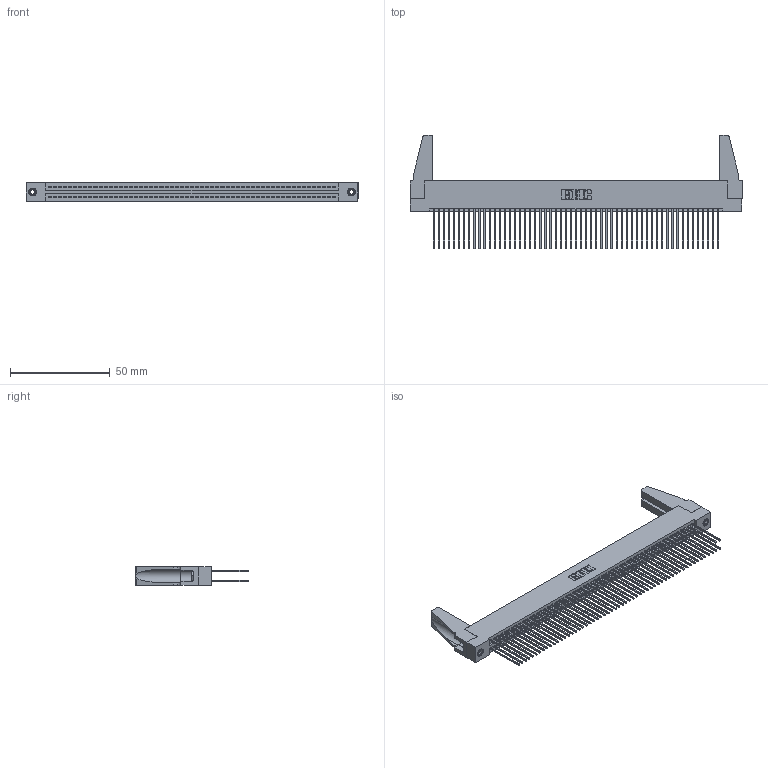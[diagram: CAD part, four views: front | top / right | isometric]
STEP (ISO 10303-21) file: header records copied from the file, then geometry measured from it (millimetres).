
FILE_DESCRIPTION (( 'STEP AP203' ), '1' );
FILE_NAME ('395-114-541-288.STEP', '2019-10-27T18:05:49', ( '' ), ( '' ), 'SwSTEP 2.0', 'SolidWorks 2016', '' );
FILE_SCHEMA (( 'CONFIG_CONTROL_DESIGN' ));
Length unit declared in the file: inch
Products named in the file (5): 345 Part_Flush Mounting Lugs - 0.156 Dia-TH; 345-292-001_345-293-141; 345-250-001_345-250-001-102; 345-220-078_345-220-088; 395-114-541-288
Assembly tree (119 placements, depth 2):
  395-114-541-288
    345 Part_Flush Mounting Lugs - 0.156 Dia-TH
    345-292-001_345-293-141  x114
    345-250-001_345-250-001-102  x2
    345-220-078_345-220-088  x2
Bounding box: 166.01 x 56.82 x 9.4 mm (x, y, z)
Volume: 20172.5 mm3; surface area: 31497.8 mm2
Topology: 119 solids, 119 shells, 5950 faces, 17641 edges, 11598 vertices
Faces by surface type: plane 3914, cylinder 2020, cone 12, torus 4
Entity records: 44870 total; most frequent: CARTESIAN_POINT 7502, ORIENTED_EDGE 7396, DIRECTION 6602, EDGE_CURVE 3698, VECTOR 3296, LINE 3296, VERTEX_POINT 2458, AXIS2_PLACEMENT_3D 1653
